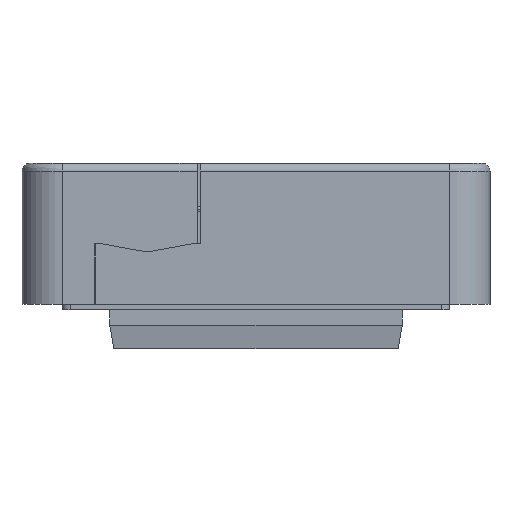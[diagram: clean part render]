
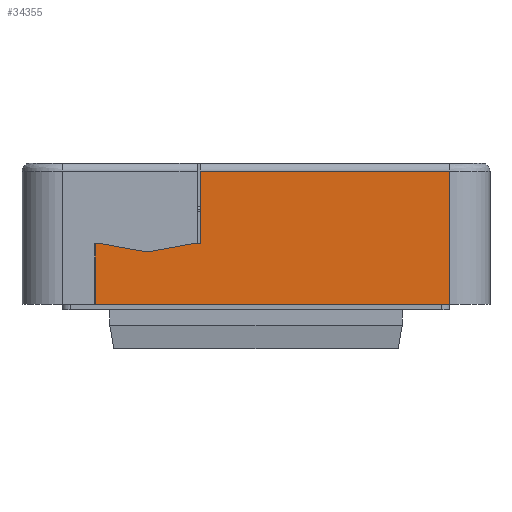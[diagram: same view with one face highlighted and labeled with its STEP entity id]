
A CAD part, left-side view. The second image highlights one B-rep face of the part: STEP entity #34355.
In plain terms, the highlighted planar face has unit normal (-1, 0, 0).
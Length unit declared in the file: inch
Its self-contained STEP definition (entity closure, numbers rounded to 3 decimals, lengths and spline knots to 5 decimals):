
#716 = VECTOR ( 'NONE', #27184, 39.37008 ) ;
#1157 = ORIENTED_EDGE ( 'NONE', *, *, #13046, .T. ) ;
#2913 = CARTESIAN_POINT ( 'NONE',  ( -1.98819, 1.14173, 0.57087 ) ) ;
#3415 = VERTEX_POINT ( 'NONE', #31994 ) ;
#4605 = EDGE_LOOP ( 'NONE', ( #17235, #27286, #35869, #42610, #1157, #14602, #6814, #40050, #23955 ) ) ;
#5454 = VERTEX_POINT ( 'NONE', #16720 ) ;
#6814 = ORIENTED_EDGE ( 'NONE', *, *, #36500, .T. ) ;
#7987 = VERTEX_POINT ( 'NONE', #23548 ) ;
#8238 = EDGE_CURVE ( 'NONE', #5454, #21557, #40692, .T. ) ;
#8664 = CARTESIAN_POINT ( 'NONE',  ( -1.98819, 1.14173, 0.59055 ) ) ;
#9940 = VECTOR ( 'NONE', #42842, 39.37008 ) ;
#9982 = VECTOR ( 'NONE', #17477, 39.37008 ) ;
#10009 = CARTESIAN_POINT ( 'NONE',  ( -1.98819, 0.31496, 0.23622 ) ) ;
#10446 = EDGE_CURVE ( 'NONE', #43320, #12576, #18871, .T. ) ;
#10887 = EDGE_CURVE ( 'NONE', #7987, #3415, #29018, .T. ) ;
#11491 = DIRECTION ( 'NONE',  ( 0., 0., -1. ) ) ;
#12576 = VERTEX_POINT ( 'NONE', #19838 ) ;
#12754 = CARTESIAN_POINT ( 'NONE',  ( -1.98819, 0.27165, 0.59055 ) ) ;
#13046 = EDGE_CURVE ( 'NONE', #21557, #7987, #24299, .T. ) ;
#13337 = DIRECTION ( 'NONE',  ( -1., 0., 0. ) ) ;
#13616 = CARTESIAN_POINT ( 'NONE',  ( -1.98819, -0.74164, -0.05906 ) ) ;
#14602 = ORIENTED_EDGE ( 'NONE', *, *, #10887, .T. ) ;
#15053 = LINE ( 'NONE', #18244, #42018 ) ;
#15323 = EDGE_CURVE ( 'NONE', #43320, #30955, #37379, .T. ) ;
#16720 = CARTESIAN_POINT ( 'NONE',  ( -1.98819, 0.27165, 0.23622 ) ) ;
#16742 = FACE_OUTER_BOUND ( 'NONE', #4605, .T. ) ;
#17102 = CARTESIAN_POINT ( 'NONE',  ( -1.98819, 0.7874, 0.23622 ) ) ;
#17235 = ORIENTED_EDGE ( 'NONE', *, *, #10446, .F. ) ;
#17477 = DIRECTION ( 'NONE',  ( 0., 1., 0. ) ) ;
#17827 = VECTOR ( 'NONE', #11491, 39.37008 ) ;
#18244 = CARTESIAN_POINT ( 'NONE',  ( -1.98819, 0.78346, 0.57087 ) ) ;
#18871 = LINE ( 'NONE', #19535, #37845 ) ;
#18887 = VECTOR ( 'NONE', #33827, 39.37008 ) ;
#19535 = CARTESIAN_POINT ( 'NONE',  ( -1.98819, -0.94488, 0.57087 ) ) ;
#19838 = CARTESIAN_POINT ( 'NONE',  ( -1.98819, -0.94488, -0.05906 ) ) ;
#20226 = CARTESIAN_POINT ( 'NONE',  ( -1.98819, 0.7874, 0.23622 ) ) ;
#21368 = CARTESIAN_POINT ( 'NONE',  ( -1.98819, 0.78346, -0.05906 ) ) ;
#21557 = VERTEX_POINT ( 'NONE', #35955 ) ;
#21735 = LINE ( 'NONE', #20226, #27537 ) ;
#22433 = VERTEX_POINT ( 'NONE', #40415 ) ;
#23548 = CARTESIAN_POINT ( 'NONE',  ( -1.98819, 0.5315, 0.19685 ) ) ;
#23955 = ORIENTED_EDGE ( 'NONE', *, *, #44025, .F. ) ;
#24299 = LINE ( 'NONE', #10009, #18887 ) ;
#25554 = CARTESIAN_POINT ( 'NONE',  ( -1.98819, 0.27165, 0.57087 ) ) ;
#27184 = DIRECTION ( 'NONE',  ( 0., 1., 0. ) ) ;
#27286 = ORIENTED_EDGE ( 'NONE', *, *, #15323, .T. ) ;
#27537 = VECTOR ( 'NONE', #31078, 39.37008 ) ;
#28371 = EDGE_CURVE ( 'NONE', #22433, #42441, #15053, .T. ) ;
#29018 = LINE ( 'NONE', #39894, #9940 ) ;
#30311 = AXIS2_PLACEMENT_3D ( 'NONE', #2913, #13337, #37571 ) ;
#30955 = VERTEX_POINT ( 'NONE', #12754 ) ;
#31078 = DIRECTION ( 'NONE',  ( 0., 1., 0. ) ) ;
#31994 = CARTESIAN_POINT ( 'NONE',  ( -1.98819, 0.74803, 0.23622 ) ) ;
#32343 = LINE ( 'NONE', #25554, #17827 ) ;
#33827 = DIRECTION ( 'NONE',  ( 0., 0.984, -0.179 ) ) ;
#34355 = ADVANCED_FACE ( 'NONE', ( #16742 ), #44603, .T. ) ;
#34685 = LINE ( 'NONE', #13616, #9982 ) ;
#35234 = DIRECTION ( 'NONE',  ( 0., 0., -1. ) ) ;
#35869 = ORIENTED_EDGE ( 'NONE', *, *, #39464, .T. ) ;
#35955 = CARTESIAN_POINT ( 'NONE',  ( -1.98819, 0.31496, 0.23622 ) ) ;
#36500 = EDGE_CURVE ( 'NONE', #3415, #22433, #21735, .T. ) ;
#36531 = DIRECTION ( 'NONE',  ( 0., 0., -1. ) ) ;
#37379 = LINE ( 'NONE', #8664, #716 ) ;
#37571 = DIRECTION ( 'NONE',  ( 0., 0., 1. ) ) ;
#37845 = VECTOR ( 'NONE', #36531, 39.37008 ) ;
#38199 = CARTESIAN_POINT ( 'NONE',  ( -1.98819, -0.94488, 0.59055 ) ) ;
#39464 = EDGE_CURVE ( 'NONE', #30955, #5454, #32343, .T. ) ;
#39894 = CARTESIAN_POINT ( 'NONE',  ( -1.98819, 0.5315, 0.19685 ) ) ;
#40050 = ORIENTED_EDGE ( 'NONE', *, *, #28371, .T. ) ;
#40415 = CARTESIAN_POINT ( 'NONE',  ( -1.98819, 0.78346, 0.23622 ) ) ;
#40692 = LINE ( 'NONE', #17102, #44459 ) ;
#42018 = VECTOR ( 'NONE', #35234, 39.37008 ) ;
#42441 = VERTEX_POINT ( 'NONE', #21368 ) ;
#42610 = ORIENTED_EDGE ( 'NONE', *, *, #8238, .T. ) ;
#42842 = DIRECTION ( 'NONE',  ( 0., 0.984, 0.179 ) ) ;
#43320 = VERTEX_POINT ( 'NONE', #38199 ) ;
#43632 = DIRECTION ( 'NONE',  ( 0., 1., 0. ) ) ;
#44025 = EDGE_CURVE ( 'NONE', #12576, #42441, #34685, .T. ) ;
#44459 = VECTOR ( 'NONE', #43632, 39.37008 ) ;
#44603 = PLANE ( 'NONE',  #30311 ) ;
